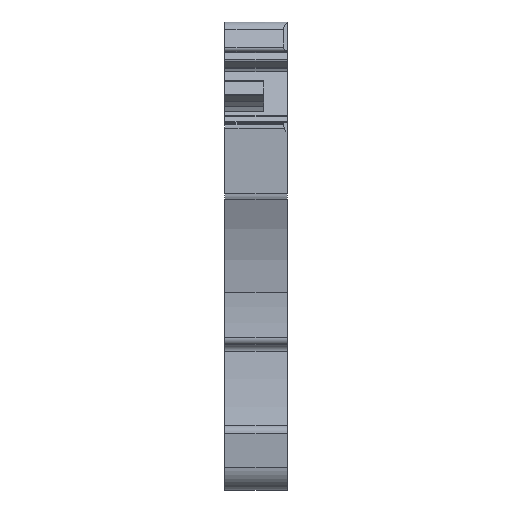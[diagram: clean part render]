
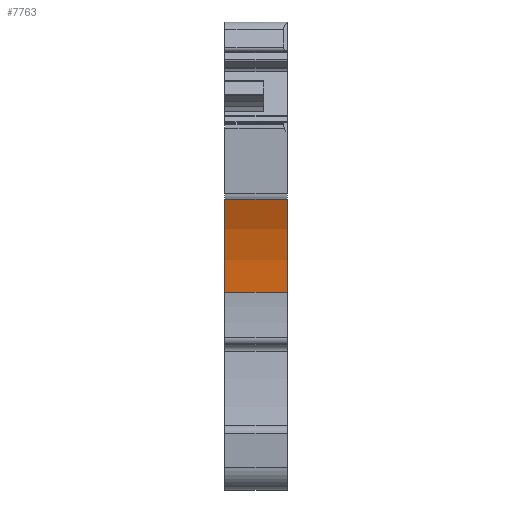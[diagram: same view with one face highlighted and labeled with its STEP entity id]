
A CAD part, front view. The second image highlights one B-rep face of the part: STEP entity #7763.
In plain terms, the highlighted cylindrical face has radius 20 mm (diameter 40 mm), a partial arc.
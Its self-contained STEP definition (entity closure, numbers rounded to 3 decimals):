
#1455=AXIS2_PLACEMENT_3D('Circle Axis2P3D',#1453,#1454,$) ;
#7743=AXIS2_PLACEMENT_3D('Cylinder Axis2P3D',#7740,#7741,#7742) ;
#7754=AXIS2_PLACEMENT_3D('Circle Axis2P3D',#7752,#7753,$) ;
#1450=CARTESIAN_POINT('Vertex',(5.1,0.09,23.842)) ;
#1453=CARTESIAN_POINT('Axis2P3D Location',(5.1,-18.105,15.54)) ;
#1457=CARTESIAN_POINT('Vertex',(5.1,1.884,16.2)) ;
#7721=CARTESIAN_POINT('Line Origine',(2.55,1.884,16.2)) ;
#7725=CARTESIAN_POINT('Vertex',(0.,1.884,16.2)) ;
#7740=CARTESIAN_POINT('Axis2P3D Location',(2.55,-18.105,15.54)) ;
#7745=CARTESIAN_POINT('Line Origine',(2.55,0.09,23.842)) ;
#7749=CARTESIAN_POINT('Vertex',(0.,0.09,23.842)) ;
#7752=CARTESIAN_POINT('Axis2P3D Location',(0.,-18.105,15.54)) ;
#1454=DIRECTION('Axis2P3D Direction',(-1.,0.,0.)) ;
#7722=DIRECTION('Vector Direction',(-1.,0.,0.)) ;
#7741=DIRECTION('Axis2P3D Direction',(-1.,0.,0.)) ;
#7742=DIRECTION('Axis2P3D XDirection',(0.,0.91,0.415)) ;
#7746=DIRECTION('Vector Direction',(-1.,0.,0.)) ;
#7753=DIRECTION('Axis2P3D Direction',(-1.,0.,0.)) ;
#7723=VECTOR('Line Direction',#7722,1.) ;
#7747=VECTOR('Line Direction',#7746,1.) ;
#7758=ORIENTED_EDGE('',*,*,#7727,.F.) ;
#7759=ORIENTED_EDGE('',*,*,#1459,.T.) ;
#7760=ORIENTED_EDGE('',*,*,#7751,.T.) ;
#7761=ORIENTED_EDGE('',*,*,#7756,.F.) ;
#7763=ADVANCED_FACE('KLTR_ZDU2.5/3AN N.1\\K\X2\00F6\X0\rper.2 ( *SOL2 - wsp *MASTER -  )',(#7762),#7744,.F.) ;
#1456=CIRCLE('generated circle',#1455,20.) ;
#7755=CIRCLE('generated circle',#7754,20.) ;
#7744=CYLINDRICAL_SURFACE('generated cylinder',#7743,20.) ;
#1459=EDGE_CURVE('',#1458,#1451,#1456,.F.) ;
#7727=EDGE_CURVE('',#1458,#7726,#7724,.T.) ;
#7751=EDGE_CURVE('',#1451,#7750,#7748,.T.) ;
#7756=EDGE_CURVE('',#7726,#7750,#7755,.F.) ;
#7757=EDGE_LOOP('',(#7758,#7759,#7760,#7761)) ;
#7762=FACE_OUTER_BOUND('',#7757,.T.) ;
#7724=LINE('Line',#7721,#7723) ;
#7748=LINE('Line',#7745,#7747) ;
#1451=VERTEX_POINT('',#1450) ;
#1458=VERTEX_POINT('',#1457) ;
#7726=VERTEX_POINT('',#7725) ;
#7750=VERTEX_POINT('',#7749) ;
